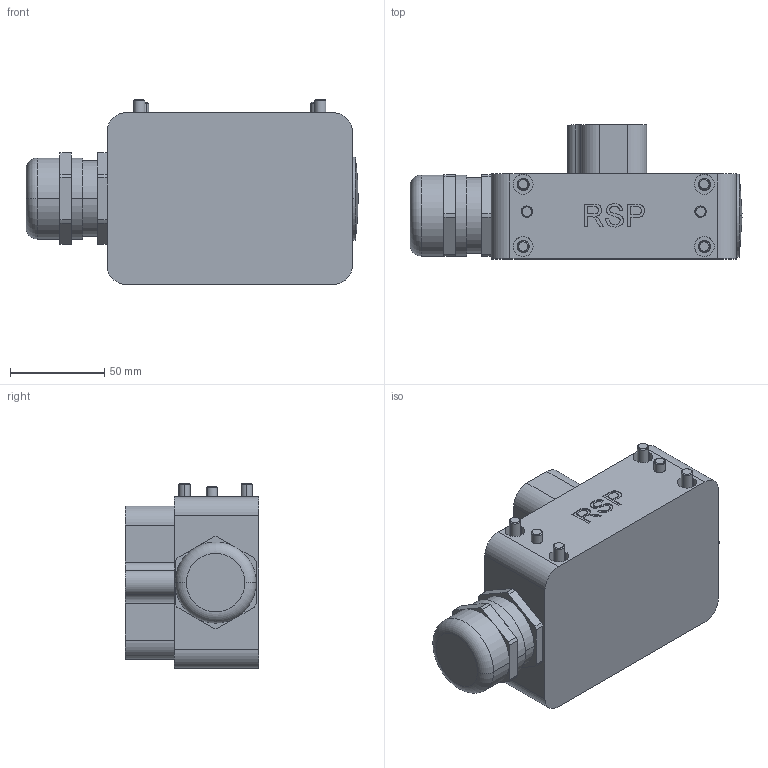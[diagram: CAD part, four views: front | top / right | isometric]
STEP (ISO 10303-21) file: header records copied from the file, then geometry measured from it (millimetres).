
FILE_DESCRIPTION (( 'STEP AP203' ), '1' );
FILE_NAME ('P6726.STEP', '2018-11-30T14:47:41', ( 'rsp' ), ( 'Hewlett-Packard Company' ), 'SwSTEP 2.0', 'SolidWorks 2017', '' );
FILE_SCHEMA (( 'CONFIG_CONTROL_DESIGN' ));
Length unit declared in the file: millimetre
Products named in the file (1): P6726
Bounding box: 175.97 x 71 x 98 mm (x, y, z)
Volume: 659041.4 mm3; surface area: 104559.2 mm2
Topology: 13 solids, 13 shells, 429 faces, 1016 edges, 650 vertices
Faces by surface type: plane 187, cylinder 134, bspline 56, cone 34, torus 16, sphere 2
Entity records: 15271 total; most frequent: CARTESIAN_POINT 5404, ORIENTED_EDGE 2016, DIRECTION 1980, EDGE_CURVE 1008, AXIS2_PLACEMENT_3D 714, VERTEX_POINT 650, VECTOR 552, LINE 552
